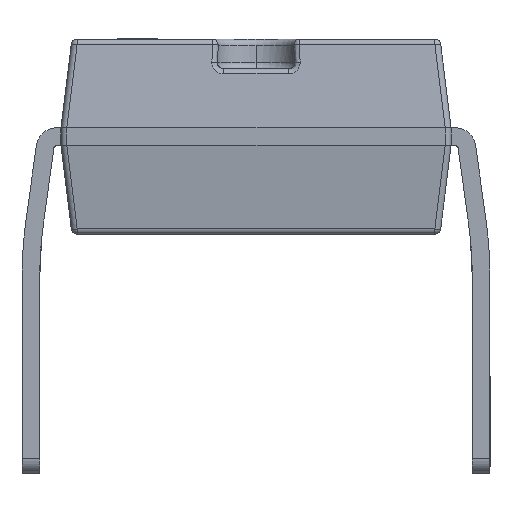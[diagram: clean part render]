
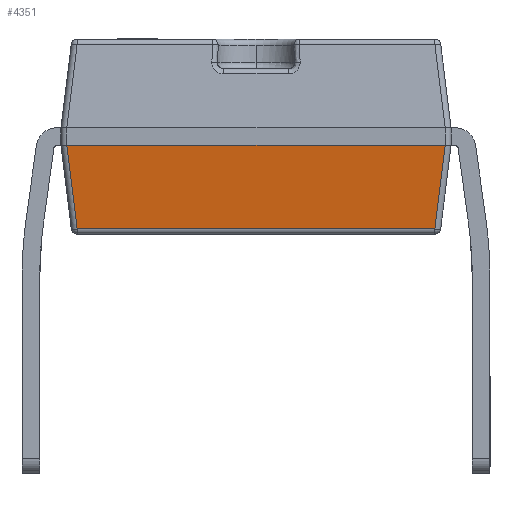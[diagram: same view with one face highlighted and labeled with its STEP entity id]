
A CAD part, left-side view. The second image highlights one B-rep face of the part: STEP entity #4351.
In plain terms, the highlighted planar face has unit normal (-0.993, 0, -0.122).
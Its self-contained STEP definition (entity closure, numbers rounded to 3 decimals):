
#440 = ORIENTED_EDGE ( 'NONE', *, *, #22436, .T. ) ;
#1708 = LINE ( 'NONE', #21068, #8859 ) ;
#1725 = CARTESIAN_POINT ( 'NONE',  ( -4.9, 3.2, 1.5 ) ) ;
#2317 = CARTESIAN_POINT ( 'NONE',  ( -4.727, -3.3, 0.088 ) ) ;
#2551 = DIRECTION ( 'NONE',  ( 0., 1., 0. ) ) ;
#3491 = CARTESIAN_POINT ( 'NONE',  ( -4.9, -3.2, 1.5 ) ) ;
#3790 = CARTESIAN_POINT ( 'NONE',  ( -4.9, -3.2, 1.5 ) ) ;
#4351 = ADVANCED_FACE ( 'NONE', ( #23950 ), #26214, .T. ) ;
#4841 = CARTESIAN_POINT ( 'NONE',  ( -4.9, 3.201, 1.5 ) ) ;
#6249 = EDGE_LOOP ( 'NONE', ( #21201, #8725, #15383, #26440, #440, #13418 ) ) ;
#6861 = DIRECTION ( 'NONE',  ( -0.993, 0., -0.122 ) ) ;
#6974 = EDGE_CURVE ( 'NONE', #17176, #9470, #14713, .T. ) ;
#7973 = EDGE_CURVE ( 'NONE', #17183, #23209, #12165, .T. ) ;
#8084 = CARTESIAN_POINT ( 'NONE',  ( -4.9, -3.201, 1.5 ) ) ;
#8725 = ORIENTED_EDGE ( 'NONE', *, *, #27544, .T. ) ;
#8859 = VECTOR ( 'NONE', #21372, 1000. ) ;
#8981 = CARTESIAN_POINT ( 'NONE',  ( -4.9, -3.201, 1.5 ) ) ;
#9470 = VERTEX_POINT ( 'NONE', #4841 ) ;
#10794 = VECTOR ( 'NONE', #12306, 1000. ) ;
#11442 = VECTOR ( 'NONE', #27545, 1000. ) ;
#11546 =( BOUNDED_CURVE ( )  B_SPLINE_CURVE ( 3, ( #8084, #3790, #3491, #16503 ),
 .UNSPECIFIED., .F., .F. ) 
 B_SPLINE_CURVE_WITH_KNOTS ( ( 4, 4 ),
 ( 3.134, 3.142 ),
 .UNSPECIFIED. ) 
 CURVE ( )  GEOMETRIC_REPRESENTATION_ITEM ( )  RATIONAL_B_SPLINE_CURVE ( ( 1., 1., 1., 1. ) ) 
 REPRESENTATION_ITEM ( '' )  );
#12117 = LINE ( 'NONE', #14892, #11442 ) ;
#12165 = LINE ( 'NONE', #23444, #10794 ) ;
#12270 = CARTESIAN_POINT ( 'NONE',  ( -4.9, 3.2, 1.5 ) ) ;
#12289 = VECTOR ( 'NONE', #26967, 1000. ) ;
#12306 = DIRECTION ( 'NONE',  ( -0.121, -0.121, 0.985 ) ) ;
#13341 = AXIS2_PLACEMENT_3D ( 'NONE', #17027, #6861, #2551 ) ;
#13418 = ORIENTED_EDGE ( 'NONE', *, *, #15421, .T. ) ;
#14713 =( BOUNDED_CURVE ( )  B_SPLINE_CURVE ( 3, ( #23997, #1725, #17502, #19228 ),
 .UNSPECIFIED., .F., .F. ) 
 B_SPLINE_CURVE_WITH_KNOTS ( ( 4, 4 ),
 ( 3.142, 3.149 ),
 .UNSPECIFIED. ) 
 CURVE ( )  GEOMETRIC_REPRESENTATION_ITEM ( )  RATIONAL_B_SPLINE_CURVE ( ( 1., 1., 1., 1. ) ) 
 REPRESENTATION_ITEM ( '' )  );
#14892 = CARTESIAN_POINT ( 'NONE',  ( -4.9, -3.3, 1.5 ) ) ;
#15383 = ORIENTED_EDGE ( 'NONE', *, *, #20777, .F. ) ;
#15421 = EDGE_CURVE ( 'NONE', #19052, #17183, #24429, .T. ) ;
#16503 = CARTESIAN_POINT ( 'NONE',  ( -4.9, -3.2, 1.5 ) ) ;
#17027 = CARTESIAN_POINT ( 'NONE',  ( -4.9, -3.3, 1.5 ) ) ;
#17176 = VERTEX_POINT ( 'NONE', #12270 ) ;
#17183 = VERTEX_POINT ( 'NONE', #22985 ) ;
#17245 = VERTEX_POINT ( 'NONE', #23711 ) ;
#17502 = CARTESIAN_POINT ( 'NONE',  ( -4.9, 3.2, 1.5 ) ) ;
#19052 = VERTEX_POINT ( 'NONE', #19568 ) ;
#19228 = CARTESIAN_POINT ( 'NONE',  ( -4.9, 3.201, 1.5 ) ) ;
#19568 = CARTESIAN_POINT ( 'NONE',  ( -4.727, 3.027, 0.088 ) ) ;
#20777 = EDGE_CURVE ( 'NONE', #17176, #17245, #12117, .T. ) ;
#21068 = CARTESIAN_POINT ( 'NONE',  ( -4.805, 3.106, 0.725 ) ) ;
#21201 = ORIENTED_EDGE ( 'NONE', *, *, #7973, .T. ) ;
#21372 = DIRECTION ( 'NONE',  ( 0.121, -0.121, -0.985 ) ) ;
#22436 = EDGE_CURVE ( 'NONE', #9470, #19052, #1708, .T. ) ;
#22985 = CARTESIAN_POINT ( 'NONE',  ( -4.727, -3.027, 0.088 ) ) ;
#23209 = VERTEX_POINT ( 'NONE', #8981 ) ;
#23444 = CARTESIAN_POINT ( 'NONE',  ( -4.901, -3.202, 1.512 ) ) ;
#23711 = CARTESIAN_POINT ( 'NONE',  ( -4.9, -3.2, 1.5 ) ) ;
#23950 = FACE_OUTER_BOUND ( 'NONE', #6249, .T. ) ;
#23997 = CARTESIAN_POINT ( 'NONE',  ( -4.9, 3.2, 1.5 ) ) ;
#24429 = LINE ( 'NONE', #2317, #12289 ) ;
#26214 = PLANE ( 'NONE',  #13341 ) ;
#26440 = ORIENTED_EDGE ( 'NONE', *, *, #6974, .T. ) ;
#26967 = DIRECTION ( 'NONE',  ( 0., -1., 0. ) ) ;
#27544 = EDGE_CURVE ( 'NONE', #23209, #17245, #11546, .T. ) ;
#27545 = DIRECTION ( 'NONE',  ( 0., -1., 0. ) ) ;
